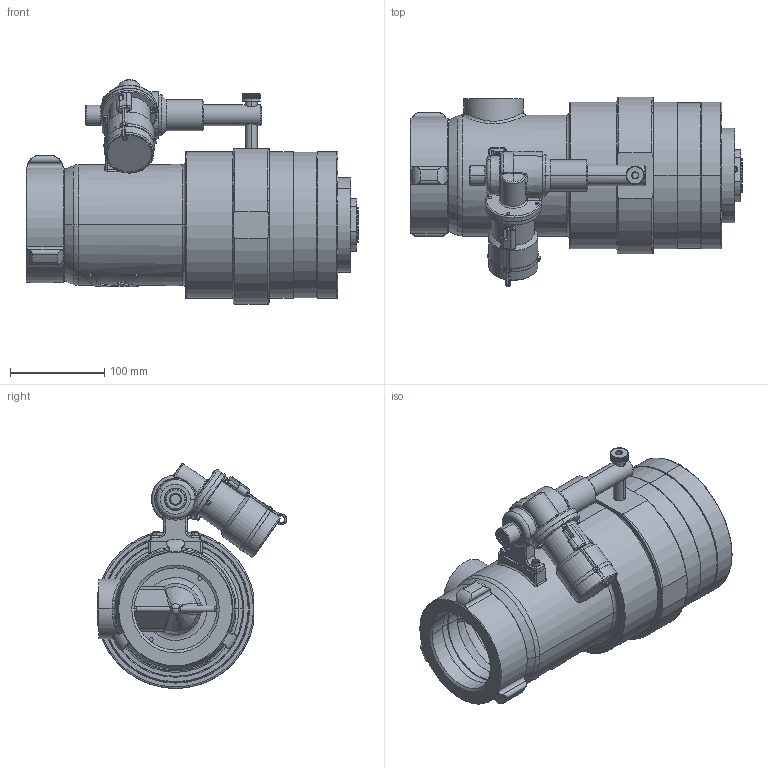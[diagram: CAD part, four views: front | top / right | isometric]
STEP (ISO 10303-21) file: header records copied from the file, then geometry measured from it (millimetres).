
FILE_DESCRIPTION((''),'2;1');
FILE_NAME('4042_2_5_ELECTRIC','2016-09-14T',('sobri'),(''),'CREO PARAMETRIC BY PTC INC, 2015290','CREO PARAMETRIC BY PTC INC, 2015290','');
FILE_SCHEMA(('CONFIG_CONTROL_DESIGN'));
Products named in the file (1): 4042_2_5_ELECTRIC
Bounding box: 352.65 x 201.43 x 238.64 mm (x, y, z)
Surface area: 613086 mm2 (no closed solid volume)
Topology: 0 solids, 109 shells, 999 faces, 3110 edges, 2222 vertices
Faces by surface type: cylinder 345, plane 305, bspline 149, cone 120, torus 74, sphere 5, extrusion 1
Entity records: 68280 total; most frequent: CARTESIAN_POINT 42672, ORIENTED_EDGE 5023, DIRECTION 4928, EDGE_CURVE 3106, VERTEX_POINT 2222, AXIS2_PLACEMENT_3D 1837, VECTOR 1254, LINE 1253
